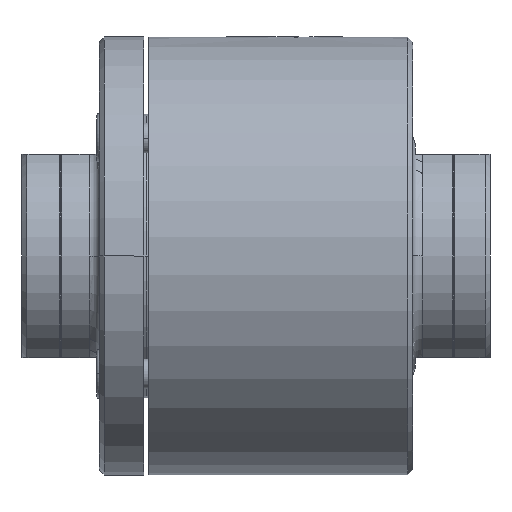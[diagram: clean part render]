
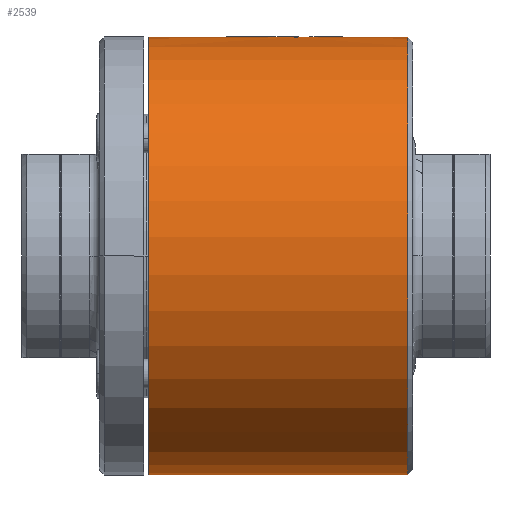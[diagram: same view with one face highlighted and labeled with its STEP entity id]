
A CAD part, front view. The second image highlights one B-rep face of the part: STEP entity #2539.
In plain terms, the highlighted cylindrical face has radius 44 mm (diameter 88 mm), a partial arc.
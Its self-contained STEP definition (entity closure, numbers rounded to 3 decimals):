
#285=DIRECTION('',(-1.,0.,0.));
#286=VECTOR('',#285,52.);
#287=CARTESIAN_POINT('',(52.5,41.5,14.62));
#288=LINE('',#287,#286);
#289=DIRECTION('',(1.,0.,0.));
#290=VECTOR('',#289,52.);
#291=CARTESIAN_POINT('',(0.5,41.5,-14.62));
#292=LINE('',#291,#290);
#607=CARTESIAN_POINT('',(52.5,0.,0.));
#608=DIRECTION('',(-1.,0.,0.));
#609=DIRECTION('',(0.,0.943,-0.332));
#610=AXIS2_PLACEMENT_3D('',#607,#608,#609);
#612=CARTESIAN_POINT('',(0.5,0.,0.));
#613=DIRECTION('',(-1.,0.,0.));
#614=DIRECTION('',(0.,0.943,-0.332));
#615=AXIS2_PLACEMENT_3D('',#612,#613,#614);
#617=CARTESIAN_POINT('',(29.762,1.052,43.987));
#618=CARTESIAN_POINT('',(29.884,0.982,43.989));
#619=CARTESIAN_POINT('',(30.127,0.841,43.992));
#620=CARTESIAN_POINT('',(30.371,0.699,43.995));
#621=CARTESIAN_POINT('',(30.492,0.629,43.996));
#666=CARTESIAN_POINT('',(30.387,2.141,43.948));
#667=CARTESIAN_POINT('',(30.328,2.175,43.946));
#668=CARTESIAN_POINT('',(30.206,2.222,43.944));
#669=CARTESIAN_POINT('',(30.007,2.232,43.943));
#670=CARTESIAN_POINT('',(29.817,2.181,43.946));
#671=CARTESIAN_POINT('',(29.651,2.073,43.951));
#672=CARTESIAN_POINT('',(29.525,1.918,43.958));
#673=CARTESIAN_POINT('',(29.454,1.731,43.966));
#674=CARTESIAN_POINT('',(29.443,1.531,43.973));
#675=CARTESIAN_POINT('',(29.493,1.339,43.98));
#676=CARTESIAN_POINT('',(29.602,1.17,43.985));
#677=CARTESIAN_POINT('',(29.703,1.087,43.987));
#678=CARTESIAN_POINT('',(29.762,1.052,43.987));
#769=CARTESIAN_POINT('',(33.137,0.544,43.997));
#770=CARTESIAN_POINT('',(32.832,0.722,43.994));
#771=CARTESIAN_POINT('',(32.221,1.076,43.988));
#772=CARTESIAN_POINT('',(31.304,1.609,43.972));
#773=CARTESIAN_POINT('',(30.693,1.964,43.957));
#774=CARTESIAN_POINT('',(30.387,2.141,43.948));
#800=CARTESIAN_POINT('',(33.137,-0.544,43.997));
#801=CARTESIAN_POINT('',(33.196,-0.51,43.997));
#802=CARTESIAN_POINT('',(33.293,-0.429,43.998));
#803=CARTESIAN_POINT('',(33.39,-0.284,43.999));
#804=CARTESIAN_POINT('',(33.44,-0.139,44.));
#805=CARTESIAN_POINT('',(33.455,0.003,44.));
#806=CARTESIAN_POINT('',(33.439,0.145,44.));
#807=CARTESIAN_POINT('',(33.388,0.288,43.999));
#808=CARTESIAN_POINT('',(33.292,0.43,43.998));
#809=CARTESIAN_POINT('',(33.196,0.51,43.997));
#810=CARTESIAN_POINT('',(33.137,0.544,43.997));
#824=CARTESIAN_POINT('',(30.387,-2.141,43.948));
#825=CARTESIAN_POINT('',(30.693,-1.964,43.957));
#826=CARTESIAN_POINT('',(31.304,-1.609,43.972));
#827=CARTESIAN_POINT('',(32.221,-1.076,43.988));
#828=CARTESIAN_POINT('',(32.832,-0.722,43.994));
#829=CARTESIAN_POINT('',(33.137,-0.544,43.997));
#850=CARTESIAN_POINT('',(29.762,-1.052,43.987));
#851=CARTESIAN_POINT('',(29.703,-1.087,43.987));
#852=CARTESIAN_POINT('',(29.602,-1.17,43.985));
#853=CARTESIAN_POINT('',(29.493,-1.34,43.98));
#854=CARTESIAN_POINT('',(29.443,-1.532,43.973));
#855=CARTESIAN_POINT('',(29.454,-1.732,43.966));
#856=CARTESIAN_POINT('',(29.526,-1.919,43.958));
#857=CARTESIAN_POINT('',(29.652,-2.073,43.951));
#858=CARTESIAN_POINT('',(29.818,-2.181,43.946));
#859=CARTESIAN_POINT('',(30.008,-2.232,43.943));
#860=CARTESIAN_POINT('',(30.206,-2.222,43.944));
#861=CARTESIAN_POINT('',(30.328,-2.175,43.946));
#862=CARTESIAN_POINT('',(30.387,-2.141,43.948));
#884=CARTESIAN_POINT('',(30.492,-0.629,43.996));
#893=CARTESIAN_POINT('',(30.492,-0.629,43.996));
#894=CARTESIAN_POINT('',(30.371,-0.699,43.995));
#895=CARTESIAN_POINT('',(30.127,-0.841,43.992));
#896=CARTESIAN_POINT('',(29.884,-0.982,43.989));
#897=CARTESIAN_POINT('',(29.762,-1.052,43.987));
#899=DIRECTION('',(1.,0.,0.));
#900=VECTOR('',#899,6.917);
#901=CARTESIAN_POINT('',(23.575,-0.629,43.996));
#902=LINE('',#901,#900);
#926=CARTESIAN_POINT('',(23.575,0.629,43.996));
#927=CARTESIAN_POINT('',(23.506,0.629,43.996));
#928=CARTESIAN_POINT('',(23.378,0.607,43.996));
#929=CARTESIAN_POINT('',(23.2,0.516,43.997));
#930=CARTESIAN_POINT('',(23.061,0.375,43.998));
#931=CARTESIAN_POINT('',(22.97,0.198,44.));
#932=CARTESIAN_POINT('',(22.939,0.,44.));
#933=CARTESIAN_POINT('',(22.971,-0.198,44.));
#934=CARTESIAN_POINT('',(23.061,-0.376,43.998));
#935=CARTESIAN_POINT('',(23.2,-0.516,43.997));
#936=CARTESIAN_POINT('',(23.378,-0.607,43.996));
#937=CARTESIAN_POINT('',(23.507,-0.629,43.996));
#938=CARTESIAN_POINT('',(23.575,-0.629,43.996));
#949=DIRECTION('',(-1.,0.,0.));
#950=VECTOR('',#949,6.917);
#951=CARTESIAN_POINT('',(30.492,0.629,43.996));
#952=LINE('',#951,#950);
#1563=CARTESIAN_POINT('',(52.5,41.5,14.62));
#1564=CARTESIAN_POINT('',(0.5,41.5,14.62));
#1565=VERTEX_POINT('',#1563);
#1566=VERTEX_POINT('',#1564);
#1567=CARTESIAN_POINT('',(0.5,41.5,-14.62));
#1568=VERTEX_POINT('',#1567);
#1641=VERTEX_POINT('',#884);
#1654=VERTEX_POINT('',#617);
#1655=VERTEX_POINT('',#621);
#1656=VERTEX_POINT('',#666);
#1657=CARTESIAN_POINT('',(23.575,0.629,43.996));
#1658=VERTEX_POINT('',#1657);
#1659=VERTEX_POINT('',#938);
#1660=VERTEX_POINT('',#769);
#1661=VERTEX_POINT('',#800);
#1662=VERTEX_POINT('',#824);
#1663=VERTEX_POINT('',#850);
#1700=CARTESIAN_POINT('',(52.5,41.5,-14.62));
#1701=VERTEX_POINT('',#1700);
#2505=CARTESIAN_POINT('',(-3.45,0.,0.));
#2506=DIRECTION('',(1.,0.,0.));
#2507=DIRECTION('',(0.,-1.,0.));
#2508=AXIS2_PLACEMENT_3D('',#2505,#2506,#2507);
#2509=CYLINDRICAL_SURFACE('',#2508,44.);
#2510=ORIENTED_EDGE('',*,*,#2499,.F.);
#2511=ORIENTED_EDGE('',*,*,#2192,.F.);
#2513=ORIENTED_EDGE('',*,*,#2512,.T.);
#2514=ORIENTED_EDGE('',*,*,#2188,.F.);
#2515=EDGE_LOOP('',(#2510,#2511,#2513,#2514));
#2516=FACE_OUTER_BOUND('',#2515,.F.);
#2518=ORIENTED_EDGE('',*,*,#2517,.T.);
#2520=ORIENTED_EDGE('',*,*,#2519,.T.);
#2522=ORIENTED_EDGE('',*,*,#2521,.T.);
#2524=ORIENTED_EDGE('',*,*,#2523,.T.);
#2526=ORIENTED_EDGE('',*,*,#2525,.T.);
#2528=ORIENTED_EDGE('',*,*,#2527,.T.);
#2530=ORIENTED_EDGE('',*,*,#2529,.T.);
#2532=ORIENTED_EDGE('',*,*,#2531,.T.);
#2534=ORIENTED_EDGE('',*,*,#2533,.T.);
#2536=ORIENTED_EDGE('',*,*,#2535,.T.);
#2537=EDGE_LOOP('',(#2518,#2520,#2522,#2524,#2526,#2528,#2530,#2532,#2534,
#2536));
#2538=FACE_BOUND('',#2537,.F.);
#2539=ADVANCED_FACE('',(#2516,#2538),#2509,.T.);
#611=CIRCLE('',#610,44.);
#616=CIRCLE('',#615,44.);
#622=B_SPLINE_CURVE_WITH_KNOTS('',3,(#617,#618,#619,#620,#621),.UNSPECIFIED.,
.F.,.F.,(4,1,4),(0.,0.5,1.),.UNSPECIFIED.);
#679=B_SPLINE_CURVE_WITH_KNOTS('',3,(#666,#667,#668,#669,#670,#671,#672,#673,
#674,#675,#676,#677,#678),.UNSPECIFIED.,.F.,.F.,(4,1,1,1,1,1,1,1,1,1,4),(0.,
0.1,0.2,0.3,0.4,0.5,0.6,0.7,0.8,0.9,1.),.UNSPECIFIED.);
#775=B_SPLINE_CURVE_WITH_KNOTS('',3,(#769,#770,#771,#772,#773,#774),
.UNSPECIFIED.,.F.,.F.,(4,1,1,4),(0.,0.333,0.667,1.),
.UNSPECIFIED.);
#811=B_SPLINE_CURVE_WITH_KNOTS('',3,(#800,#801,#802,#803,#804,#805,#806,#807,
#808,#809,#810),.UNSPECIFIED.,.F.,.F.,(4,1,1,1,1,1,1,1,4),(0.,0.125,0.25,
0.375,0.5,0.625,0.75,0.875,1.),.UNSPECIFIED.);
#830=B_SPLINE_CURVE_WITH_KNOTS('',3,(#824,#825,#826,#827,#828,#829),
.UNSPECIFIED.,.F.,.F.,(4,1,1,4),(0.,0.333,0.667,1.),
.UNSPECIFIED.);
#863=B_SPLINE_CURVE_WITH_KNOTS('',3,(#850,#851,#852,#853,#854,#855,#856,#857,
#858,#859,#860,#861,#862),.UNSPECIFIED.,.F.,.F.,(4,1,1,1,1,1,1,1,1,1,4),(0.,
0.1,0.2,0.3,0.4,0.5,0.6,0.7,0.8,0.9,1.),.UNSPECIFIED.);
#898=B_SPLINE_CURVE_WITH_KNOTS('',3,(#893,#894,#895,#896,#897),.UNSPECIFIED.,
.F.,.F.,(4,1,4),(0.,0.5,1.),.UNSPECIFIED.);
#939=B_SPLINE_CURVE_WITH_KNOTS('',3,(#926,#927,#928,#929,#930,#931,#932,#933,
#934,#935,#936,#937,#938),.UNSPECIFIED.,.F.,.F.,(4,1,1,1,1,1,1,1,1,1,4),(0.,
0.1,0.2,0.3,0.4,0.5,0.6,0.7,0.8,0.9,1.),.UNSPECIFIED.);
#2188=EDGE_CURVE('',#1565,#1566,#288,.T.);
#2192=EDGE_CURVE('',#1568,#1701,#292,.T.);
#2499=EDGE_CURVE('',#1701,#1565,#611,.T.);
#2512=EDGE_CURVE('',#1568,#1566,#616,.T.);
#2517=EDGE_CURVE('',#1654,#1655,#622,.T.);
#2519=EDGE_CURVE('',#1655,#1658,#952,.T.);
#2521=EDGE_CURVE('',#1658,#1659,#939,.T.);
#2523=EDGE_CURVE('',#1659,#1641,#902,.T.);
#2525=EDGE_CURVE('',#1641,#1663,#898,.T.);
#2527=EDGE_CURVE('',#1663,#1662,#863,.T.);
#2529=EDGE_CURVE('',#1662,#1661,#830,.T.);
#2531=EDGE_CURVE('',#1661,#1660,#811,.T.);
#2533=EDGE_CURVE('',#1660,#1656,#775,.T.);
#2535=EDGE_CURVE('',#1656,#1654,#679,.T.);
